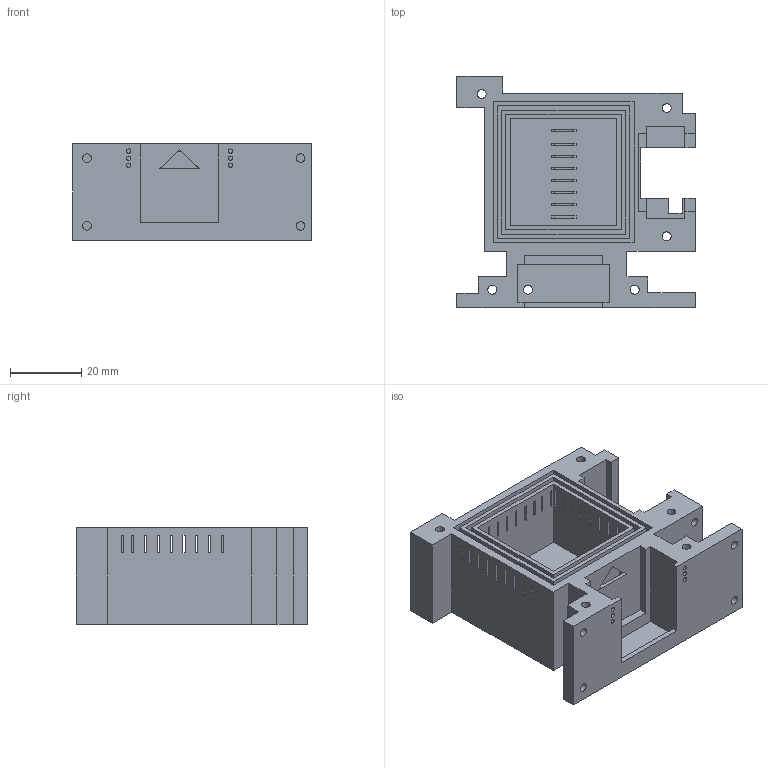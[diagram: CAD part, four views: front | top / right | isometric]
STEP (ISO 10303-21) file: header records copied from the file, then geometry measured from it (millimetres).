
FILE_DESCRIPTION(('FreeCAD Model'),'2;1');
FILE_NAME('Open CASCADE Shape Model','2023-08-19T12:00:42',(''),(''), 'Open CASCADE STEP processor 7.6','FreeCAD','Unknown');
FILE_SCHEMA(('AUTOMOTIVE_DESIGN { 1 0 10303 214 1 1 1 1 }'));
Length unit declared in the file: millimetre
Products named in the file (1): 3d_druck
Bounding box: 67 x 64.91 x 27 mm (x, y, z)
Volume: 45943 mm3; surface area: 35307.3 mm2
Topology: 1 solids, 1 shells, 514 faces, 1525 edges, 1014 vertices
Faces by surface type: plane 496, cylinder 18
Full cylindrical faces by diameter (mm): 1.2 x6, 2.4 x6, 2.5 x6
Entity records: 17295 total; most frequent: CARTESIAN_POINT 3054, ORIENTED_EDGE 3050, DIRECTION 2591, EDGE_CURVE 1525, LINE 1489, VECTOR 1489, VERTEX_POINT 1014, FACE_BOUND 721
